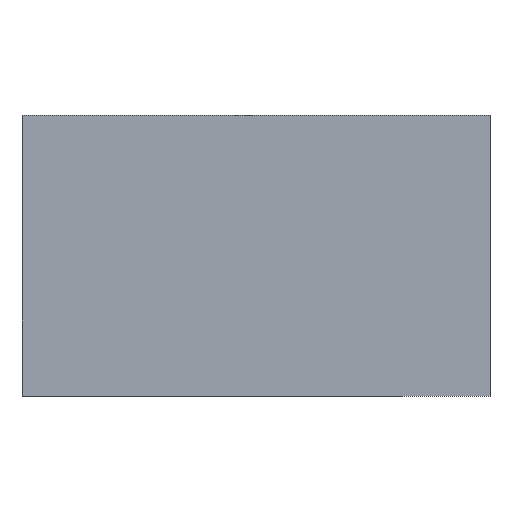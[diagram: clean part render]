
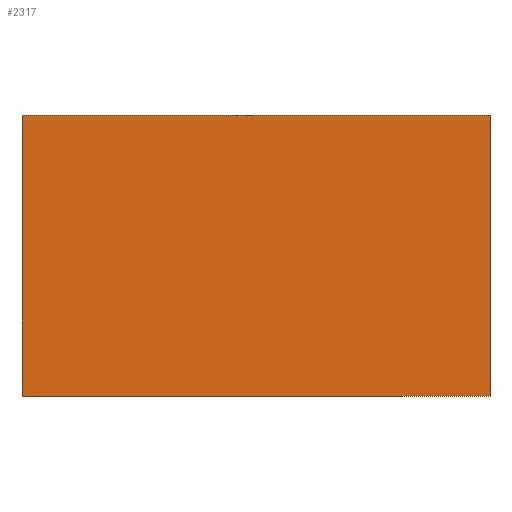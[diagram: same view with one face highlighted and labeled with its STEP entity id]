
A CAD part, top view. The second image highlights one B-rep face of the part: STEP entity #2317.
In plain terms, the highlighted planar face has unit normal (0, 0, 1).
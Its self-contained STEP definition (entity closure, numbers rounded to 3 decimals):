
#2003 = VERTEX_POINT('',#2004);
#2004 = CARTESIAN_POINT('',(-250.,-150.,8.));
#2011 = PLANE('',#2012);
#2012 = AXIS2_PLACEMENT_3D('',#2013,#2014,#2015);
#2013 = CARTESIAN_POINT('',(-250.,-150.,0.));
#2014 = DIRECTION('',(-1.,0.,0.));
#2015 = DIRECTION('',(0.,1.,0.));
#2023 = PLANE('',#2024);
#2024 = AXIS2_PLACEMENT_3D('',#2025,#2026,#2027);
#2025 = CARTESIAN_POINT('',(250.,-150.,0.));
#2026 = DIRECTION('',(0.,-1.,0.));
#2027 = DIRECTION('',(-1.,0.,0.));
#2035 = EDGE_CURVE('',#2003,#2036,#2038,.T.);
#2036 = VERTEX_POINT('',#2037);
#2037 = CARTESIAN_POINT('',(-250.,150.,8.));
#2038 = SURFACE_CURVE('',#2039,(#2043,#2050),.PCURVE_S1.);
#2039 = LINE('',#2040,#2041);
#2040 = CARTESIAN_POINT('',(-250.,-150.,8.));
#2041 = VECTOR('',#2042,1.);
#2042 = DIRECTION('',(0.,1.,0.));
#2043 = PCURVE('',#2011,#2044);
#2044 = DEFINITIONAL_REPRESENTATION('',(#2045),#2049);
#2045 = LINE('',#2046,#2047);
#2046 = CARTESIAN_POINT('',(0.,-8.));
#2047 = VECTOR('',#2048,1.);
#2048 = DIRECTION('',(1.,0.));
#2049 = ( GEOMETRIC_REPRESENTATION_CONTEXT(2) 
PARAMETRIC_REPRESENTATION_CONTEXT() REPRESENTATION_CONTEXT('2D SPACE',''
  ) );
#2050 = PCURVE('',#2051,#2056);
#2051 = PLANE('',#2052);
#2052 = AXIS2_PLACEMENT_3D('',#2053,#2054,#2055);
#2053 = CARTESIAN_POINT('',(0.,0.,8.));
#2054 = DIRECTION('',(0.,0.,1.));
#2055 = DIRECTION('',(1.,0.,0.));
#2056 = DEFINITIONAL_REPRESENTATION('',(#2057),#2061);
#2057 = LINE('',#2058,#2059);
#2058 = CARTESIAN_POINT('',(-250.,-150.));
#2059 = VECTOR('',#2060,1.);
#2060 = DIRECTION('',(0.,1.));
#2061 = ( GEOMETRIC_REPRESENTATION_CONTEXT(2) 
PARAMETRIC_REPRESENTATION_CONTEXT() REPRESENTATION_CONTEXT('2D SPACE',''
  ) );
#2079 = PLANE('',#2080);
#2080 = AXIS2_PLACEMENT_3D('',#2081,#2082,#2083);
#2081 = CARTESIAN_POINT('',(-250.,150.,0.));
#2082 = DIRECTION('',(0.,1.,0.));
#2083 = DIRECTION('',(1.,0.,0.));
#2121 = EDGE_CURVE('',#2036,#2122,#2124,.T.);
#2122 = VERTEX_POINT('',#2123);
#2123 = CARTESIAN_POINT('',(250.,150.,8.));
#2124 = SURFACE_CURVE('',#2125,(#2129,#2136),.PCURVE_S1.);
#2125 = LINE('',#2126,#2127);
#2126 = CARTESIAN_POINT('',(-250.,150.,8.));
#2127 = VECTOR('',#2128,1.);
#2128 = DIRECTION('',(1.,0.,0.));
#2129 = PCURVE('',#2079,#2130);
#2130 = DEFINITIONAL_REPRESENTATION('',(#2131),#2135);
#2131 = LINE('',#2132,#2133);
#2132 = CARTESIAN_POINT('',(0.,-8.));
#2133 = VECTOR('',#2134,1.);
#2134 = DIRECTION('',(1.,0.));
#2135 = ( GEOMETRIC_REPRESENTATION_CONTEXT(2) 
PARAMETRIC_REPRESENTATION_CONTEXT() REPRESENTATION_CONTEXT('2D SPACE',''
  ) );
#2136 = PCURVE('',#2051,#2137);
#2137 = DEFINITIONAL_REPRESENTATION('',(#2138),#2142);
#2138 = LINE('',#2139,#2140);
#2139 = CARTESIAN_POINT('',(-250.,150.));
#2140 = VECTOR('',#2141,1.);
#2141 = DIRECTION('',(1.,0.));
#2142 = ( GEOMETRIC_REPRESENTATION_CONTEXT(2) 
PARAMETRIC_REPRESENTATION_CONTEXT() REPRESENTATION_CONTEXT('2D SPACE',''
  ) );
#2160 = PLANE('',#2161);
#2161 = AXIS2_PLACEMENT_3D('',#2162,#2163,#2164);
#2162 = CARTESIAN_POINT('',(250.,150.,0.));
#2163 = DIRECTION('',(1.,0.,0.));
#2164 = DIRECTION('',(0.,-1.,0.));
#2197 = EDGE_CURVE('',#2122,#2198,#2200,.T.);
#2198 = VERTEX_POINT('',#2199);
#2199 = CARTESIAN_POINT('',(250.,-150.,8.));
#2200 = SURFACE_CURVE('',#2201,(#2205,#2212),.PCURVE_S1.);
#2201 = LINE('',#2202,#2203);
#2202 = CARTESIAN_POINT('',(250.,150.,8.));
#2203 = VECTOR('',#2204,1.);
#2204 = DIRECTION('',(0.,-1.,0.));
#2205 = PCURVE('',#2160,#2206);
#2206 = DEFINITIONAL_REPRESENTATION('',(#2207),#2211);
#2207 = LINE('',#2208,#2209);
#2208 = CARTESIAN_POINT('',(0.,-8.));
#2209 = VECTOR('',#2210,1.);
#2210 = DIRECTION('',(1.,0.));
#2211 = ( GEOMETRIC_REPRESENTATION_CONTEXT(2) 
PARAMETRIC_REPRESENTATION_CONTEXT() REPRESENTATION_CONTEXT('2D SPACE',''
  ) );
#2212 = PCURVE('',#2051,#2213);
#2213 = DEFINITIONAL_REPRESENTATION('',(#2214),#2218);
#2214 = LINE('',#2215,#2216);
#2215 = CARTESIAN_POINT('',(250.,150.));
#2216 = VECTOR('',#2217,1.);
#2217 = DIRECTION('',(0.,-1.));
#2218 = ( GEOMETRIC_REPRESENTATION_CONTEXT(2) 
PARAMETRIC_REPRESENTATION_CONTEXT() REPRESENTATION_CONTEXT('2D SPACE',''
  ) );
#2268 = EDGE_CURVE('',#2198,#2003,#2269,.T.);
#2269 = SURFACE_CURVE('',#2270,(#2274,#2281),.PCURVE_S1.);
#2270 = LINE('',#2271,#2272);
#2271 = CARTESIAN_POINT('',(250.,-150.,8.));
#2272 = VECTOR('',#2273,1.);
#2273 = DIRECTION('',(-1.,0.,0.));
#2274 = PCURVE('',#2023,#2275);
#2275 = DEFINITIONAL_REPRESENTATION('',(#2276),#2280);
#2276 = LINE('',#2277,#2278);
#2277 = CARTESIAN_POINT('',(0.,-8.));
#2278 = VECTOR('',#2279,1.);
#2279 = DIRECTION('',(1.,0.));
#2280 = ( GEOMETRIC_REPRESENTATION_CONTEXT(2) 
PARAMETRIC_REPRESENTATION_CONTEXT() REPRESENTATION_CONTEXT('2D SPACE',''
  ) );
#2281 = PCURVE('',#2051,#2282);
#2282 = DEFINITIONAL_REPRESENTATION('',(#2283),#2287);
#2283 = LINE('',#2284,#2285);
#2284 = CARTESIAN_POINT('',(250.,-150.));
#2285 = VECTOR('',#2286,1.);
#2286 = DIRECTION('',(-1.,0.));
#2287 = ( GEOMETRIC_REPRESENTATION_CONTEXT(2) 
PARAMETRIC_REPRESENTATION_CONTEXT() REPRESENTATION_CONTEXT('2D SPACE',''
  ) );
#2317 = ADVANCED_FACE('',(#2318),#2051,.T.);
#2318 = FACE_BOUND('',#2319,.F.);
#2319 = EDGE_LOOP('',(#2320,#2321,#2322,#2323));
#2320 = ORIENTED_EDGE('',*,*,#2035,.T.);
#2321 = ORIENTED_EDGE('',*,*,#2121,.T.);
#2322 = ORIENTED_EDGE('',*,*,#2197,.T.);
#2323 = ORIENTED_EDGE('',*,*,#2268,.T.);
